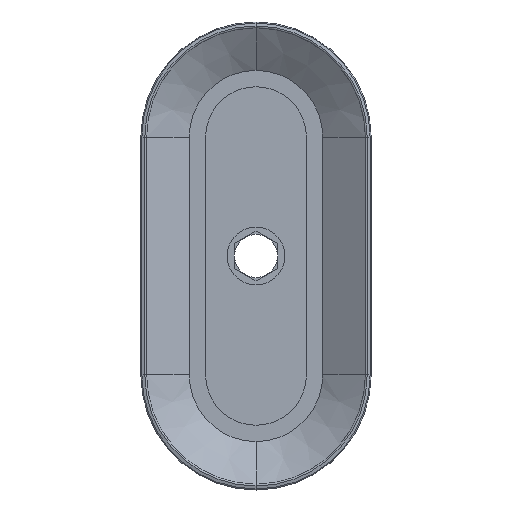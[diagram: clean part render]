
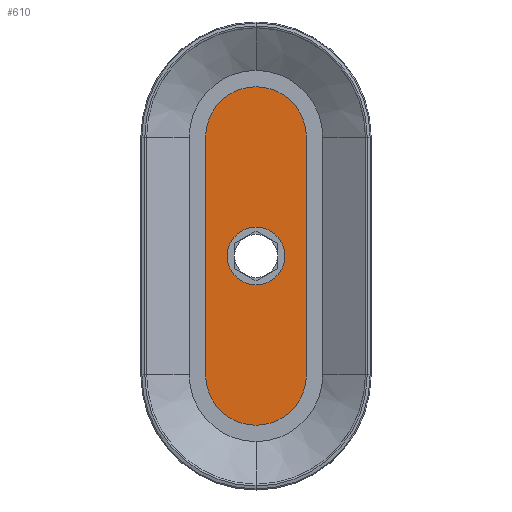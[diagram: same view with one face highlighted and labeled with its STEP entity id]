
A CAD part, front view. The second image highlights one B-rep face of the part: STEP entity #610.
In plain terms, the highlighted planar face has unit normal (0, -1, 0).
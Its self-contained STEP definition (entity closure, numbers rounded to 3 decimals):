
#610=ADVANCED_FACE('',(#1341,#1342),#1343,.F.);
#1341=FACE_BOUND('',#2193,.T.);
#1342=FACE_OUTER_BOUND('',#2194,.T.);
#1343=PLANE('',#2195);
#2193=EDGE_LOOP('',(#5213,#5214));
#2194=EDGE_LOOP('',(#5215,#5216,#5217,#5218,#5219,#5220));
#2195=AXIS2_PLACEMENT_3D('',#5221,#5222,#5223);
#5213=ORIENTED_EDGE('',*,*,#6747,.T.);
#5214=ORIENTED_EDGE('',*,*,#6350,.T.);
#5215=ORIENTED_EDGE('',*,*,#6745,.T.);
#5216=ORIENTED_EDGE('',*,*,#6572,.F.);
#5217=ORIENTED_EDGE('',*,*,#6285,.F.);
#5218=ORIENTED_EDGE('',*,*,#6639,.F.);
#5219=ORIENTED_EDGE('',*,*,#6687,.F.);
#5220=ORIENTED_EDGE('',*,*,#6413,.F.);
#5221=CARTESIAN_POINT('',(-0.1,7.0,16.5));
#5222=DIRECTION('',(0.,1.0,0.));
#5223=DIRECTION('',(-1.0,0.,0.0));
#6285=EDGE_CURVE('',#7233,#7229,#7235,.T.);
#6350=EDGE_CURVE('',#7340,#7341,#7342,.T.);
#6413=EDGE_CURVE('',#7441,#7442,#7443,.T.);
#6572=EDGE_CURVE('',#7229,#7681,#7682,.T.);
#6639=EDGE_CURVE('',#7763,#7233,#7765,.T.);
#6687=EDGE_CURVE('',#7442,#7763,#7821,.T.);
#6745=EDGE_CURVE('',#7441,#7681,#7884,.T.);
#6747=EDGE_CURVE('',#7341,#7340,#7886,.T.);
#7229=VERTEX_POINT('',#8496);
#7233=VERTEX_POINT('',#8501);
#7235=CIRCLE('',#8504,7.0);
#7340=VERTEX_POINT('',#8627);
#7341=VERTEX_POINT('',#8628);
#7342=CIRCLE('',#8629,4.0);
#7441=VERTEX_POINT('',#8760);
#7442=VERTEX_POINT('',#8761);
#7443=CIRCLE('',#8762,7.0);
#7681=VERTEX_POINT('',#9292);
#7682=CIRCLE('',#9293,7.0);
#7763=VERTEX_POINT('',#9412);
#7765=LINE('',#9415,#9416);
#7821=CIRCLE('',#9489,7.0);
#7884=LINE('',#9585,#9586);
#7886=CIRCLE('',#9588,4.0);
#8496=CARTESIAN_POINT('',(0.,7.0,-23.5));
#8501=CARTESIAN_POINT('',(7.0,7.0,-16.5));
#8504=AXIS2_PLACEMENT_3D('',#10738,#10739,#10740);
#8627=CARTESIAN_POINT('',(0.,7.0,-4.0));
#8628=CARTESIAN_POINT('',(0.,7.0,4.0));
#8629=AXIS2_PLACEMENT_3D('',#10852,#10853,#10854);
#8760=CARTESIAN_POINT('',(-7.0,7.0,16.5));
#8761=CARTESIAN_POINT('',(0.,7.0,23.5));
#8762=AXIS2_PLACEMENT_3D('',#10957,#10958,#10959);
#9292=CARTESIAN_POINT('',(-7.0,7.0,-16.5));
#9293=AXIS2_PLACEMENT_3D('',#11169,#11170,#11171);
#9412=CARTESIAN_POINT('',(7.,7.0,16.5));
#9415=CARTESIAN_POINT('',(7.,7.0,16.5));
#9416=VECTOR('',#11242,1000.0);
#9489=AXIS2_PLACEMENT_3D('',#11287,#11288,#11289);
#9585=CARTESIAN_POINT('',(-7.0,7.0,16.5));
#9586=VECTOR('',#11339,1000.0);
#9588=AXIS2_PLACEMENT_3D('',#11340,#11341,#11342);
#10738=CARTESIAN_POINT('',(0.,7.0,-16.5));
#10739=DIRECTION('',(0.0,1.0,0.0));
#10740=DIRECTION('',(0.0,0.0,1.0));
#10852=CARTESIAN_POINT('',(0.0,7.0,0.0));
#10853=DIRECTION('',(0.,1.0,0.));
#10854=DIRECTION('',(-1.0,0.,0.));
#10957=CARTESIAN_POINT('',(0.,7.0,16.5));
#10958=DIRECTION('',(0.0,1.0,0.0));
#10959=DIRECTION('',(0.0,0.0,1.0));
#11169=CARTESIAN_POINT('',(0.,7.0,-16.5));
#11170=DIRECTION('',(0.0,1.0,0.0));
#11171=DIRECTION('',(0.0,0.0,1.0));
#11242=DIRECTION('',(0.,0.0,-1.0));
#11287=CARTESIAN_POINT('',(0.,7.0,16.5));
#11288=DIRECTION('',(0.0,1.0,0.0));
#11289=DIRECTION('',(0.0,0.0,1.0));
#11339=DIRECTION('',(0.,-0.0,-1.0));
#11340=CARTESIAN_POINT('',(0.0,7.0,0.0));
#11341=DIRECTION('',(0.,1.0,0.));
#11342=DIRECTION('',(-1.0,0.,0.));
